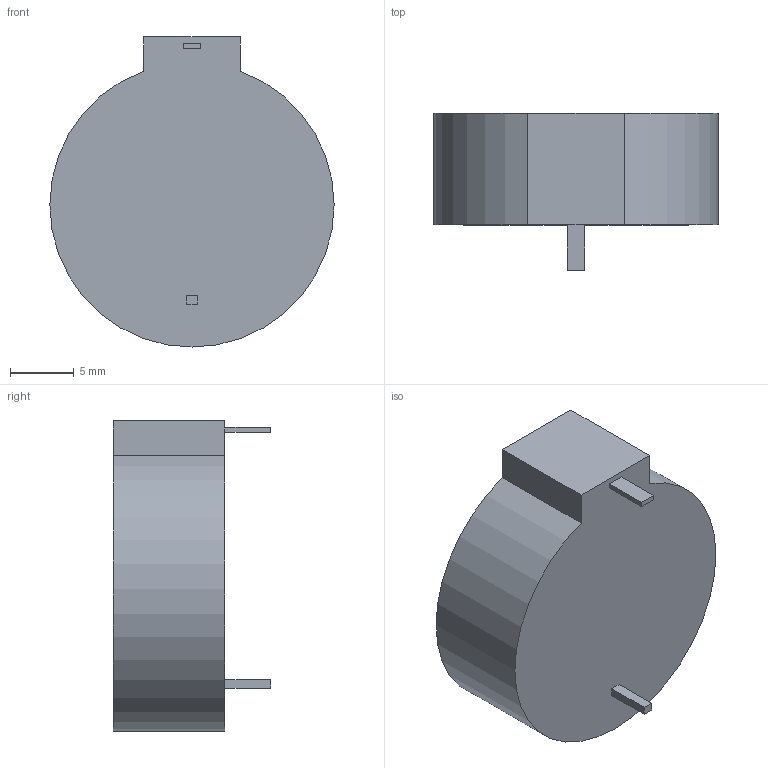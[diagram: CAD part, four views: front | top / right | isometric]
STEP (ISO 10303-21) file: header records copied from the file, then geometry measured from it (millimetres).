
FILE_DESCRIPTION (( 'STEP AP203' ), '1' );
FILE_NAME ('BS-7_B.STEP', '2013-01-08T18:16:08', ( ' ' ), ( ' ' ), 'SwSTEP 2.0', 'SolidWorks 2011', '' );
FILE_SCHEMA (( 'CONFIG_CONTROL_DESIGN' ));
Length unit declared in the file: inch
Products named in the file (1): BS-7_B
Bounding box: 22.35 x 12.37 x 24.38 mm (x, y, z)
Volume: 3592.8 mm3; surface area: 1503.7 mm2
Topology: 1 solids, 1 shells, 17 faces, 39 edges, 26 vertices
Faces by surface type: plane 15, cylinder 2
Entity records: 556 total; most frequent: CARTESIAN_POINT 83, DIRECTION 79, ORIENTED_EDGE 78, EDGE_CURVE 39, VECTOR 35, LINE 35, VERTEX_POINT 26, AXIS2_PLACEMENT_3D 22
